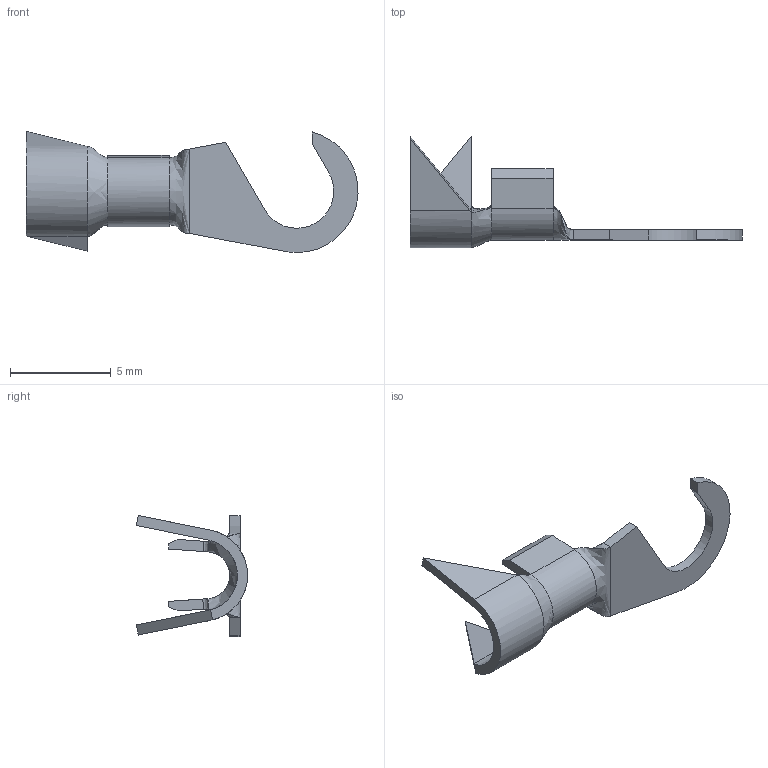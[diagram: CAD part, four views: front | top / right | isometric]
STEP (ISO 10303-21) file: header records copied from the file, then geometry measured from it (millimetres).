
FILE_DESCRIPTION (( 'STEP AP203' ), '1' );
FILE_NAME ('04725.STEP', '2015-02-17T14:28:35', ( '' ), ( '' ), 'SwSTEP 2.0', 'SolidWorks 2014', '' );
FILE_SCHEMA (( 'CONFIG_CONTROL_DESIGN' ));
Length unit declared in the file: inch
Products named in the file (1): 04725
Bounding box: 16.51 x 5.54 x 6.02 mm (x, y, z)
Volume: 43.3 mm3; surface area: 213.4 mm2
Topology: 1 solids, 1 shells, 85 faces, 224 edges, 141 vertices
Faces by surface type: plane 51, bspline 14, cylinder 12, cone 8
Entity records: 3175 total; most frequent: CARTESIAN_POINT 1135, ORIENTED_EDGE 448, DIRECTION 344, EDGE_CURVE 224, VECTOR 144, LINE 144, VERTEX_POINT 141, AXIS2_PLACEMENT_3D 100
